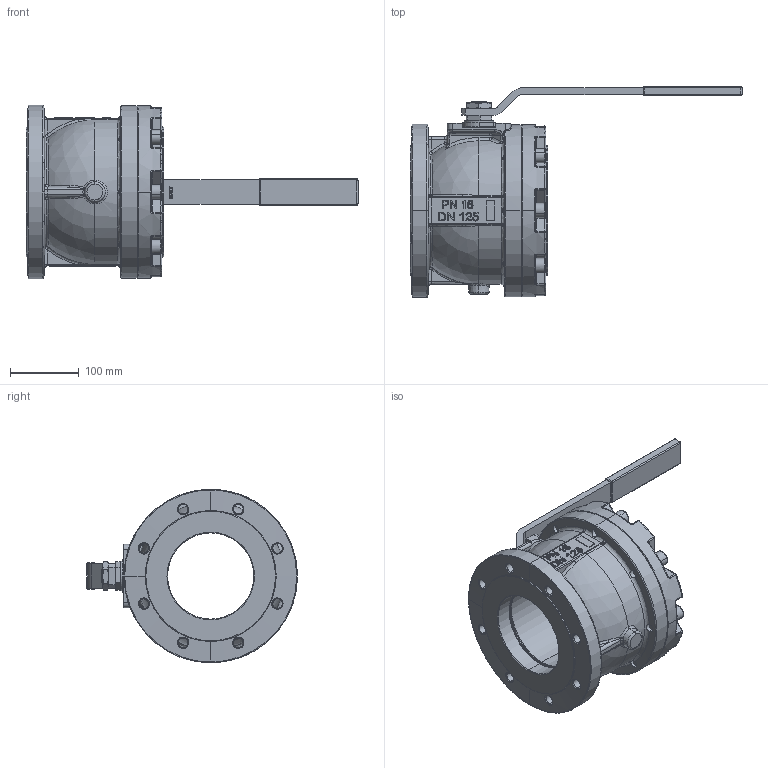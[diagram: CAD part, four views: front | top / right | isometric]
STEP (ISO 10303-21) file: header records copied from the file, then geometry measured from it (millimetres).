
FILE_DESCRIPTION (( 'STEP AP214' ), '1' );
FILE_NAME ('73000019.STEP', '2008-05-06T12:35:54', ( '.' ), ( '.' ), 'SwSTEP 2.0', 'SolidWorks 2007', '' );
FILE_SCHEMA (( 'AUTOMOTIVE_DESIGN' ));
Length unit declared in the file: millimetre
Products named in the file (1): 73000019
Bounding box: 481.5 x 305.75 x 251.5 mm (x, y, z)
Volume: 4250176.1 mm3; surface area: 745952.7 mm2
Topology: 1 solids, 1 shells, 1489 faces, 3806 edges, 2265 vertices
Faces by surface type: plane 476, bspline 389, cylinder 340, cone 253, sphere 31
Entity records: 78084 total; most frequent: CARTESIAN_POINT 37349, ORIENTED_EDGE 7356, DIRECTION 5805, EDGE_CURVE 3678, VERTEX_POINT 2245, AXIS2_PLACEMENT_3D 2143, EDGE_LOOP 1595, VECTOR 1519
